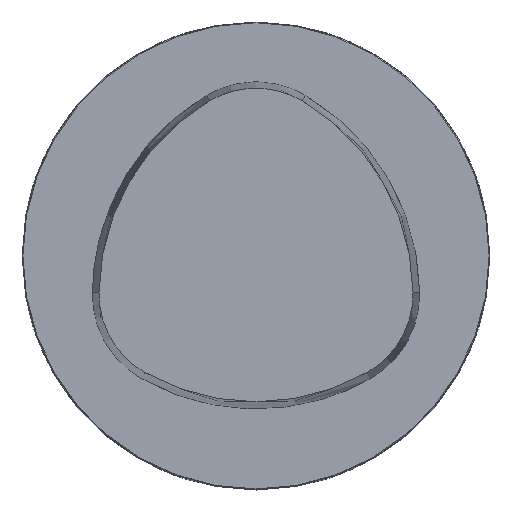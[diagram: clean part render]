
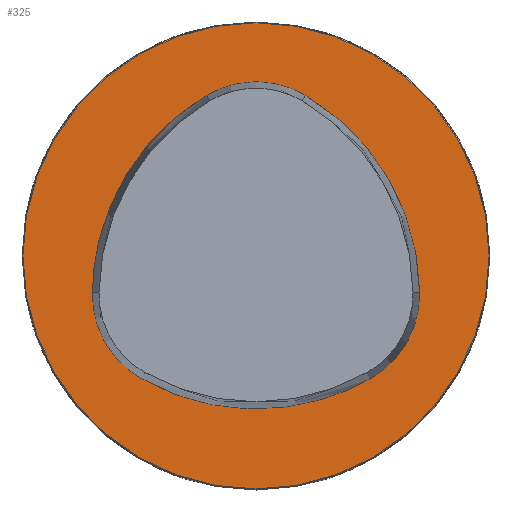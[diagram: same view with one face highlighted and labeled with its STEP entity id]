
A CAD part, top view. The second image highlights one B-rep face of the part: STEP entity #325.
In plain terms, the highlighted planar face has unit normal (0, 0, 1).
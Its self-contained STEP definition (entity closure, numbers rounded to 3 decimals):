
#209=FACE_BOUND('',#473,.T.);
#210=FACE_BOUND('',#474,.T.);
#302=PLANE('',#1737);
#325=ADVANCED_FACE('',(#209,#210),#302,.T.);
#473=EDGE_LOOP('',(#742));
#474=EDGE_LOOP('',(#743));
#607=B_SPLINE_CURVE_WITH_KNOTS('',3,(#2765,#2766,#2767,#2768,#2769,#2770,
#2771,#2772,#2773,#2774,#2775,#2776,#2777,#2778,#2779,#2780,#2781,#2782,
#2783,#2784,#2785,#2786,#2787,#2788,#2789,#2790,#2791,#2792,#2793,#2794,
#2795,#2796,#2797,#2798,#2799,#2800,#2801,#2802,#2803,#2804,#2805,#2806,
#2807,#2808,#2809,#2810,#2811,#2812,#2813,#2814,#2815,#2816,#2817,#2818,
#2819,#2820,#2821,#2822,#2823,#2824,#2825,#2826,#2827,#2828,#2829,#2830,
#2831),.UNSPECIFIED.,.T.,.F.,(1,1,2,1,1,1,1,1,1,1,1,1,1,1,1,1,1,1,1,1,1,
1,1,1,1,1,1,1,1,1,1,1,1,1,1,1,1,1,1,1,1,1,1,1,1,1,1,1,1,1,1,1,1,1,1,1,1,
1,1,1,1,1,1,1,1,1,2,1,1),(-0.063,-0.031,0.,0.031,0.063,0.094,0.109,
0.113,0.117,0.125,0.141,0.156,0.172,0.188,0.203,0.211,
0.215,0.219,0.25,0.281,0.313,0.344,0.375,0.406,0.422,0.438,
0.441,0.445,0.449,0.451,0.453,0.461,0.469,
0.484,0.5,0.516,0.531,0.539,0.547,0.549,0.551,
0.555,0.559,0.563,0.578,0.594,0.625,0.656,0.688,0.719,
0.75,0.781,0.785,0.789,0.797,0.813,0.828,0.844,0.859,
0.875,0.883,0.887,0.891,0.906,0.938,0.969,1.,1.031,1.063),
 .UNSPECIFIED.);
#652=CIRCLE('',#1736,31.4);
#742=ORIENTED_EDGE('',*,*,#1107,.F.);
#743=ORIENTED_EDGE('',*,*,#1108,.F.);
#992=VERTEX_POINT('',#2832);
#993=VERTEX_POINT('',#2834);
#1107=EDGE_CURVE('',#992,#992,#607,.T.);
#1108=EDGE_CURVE('',#993,#993,#652,.T.);
#1736=AXIS2_PLACEMENT_3D('',#2833,#1969,#1970);
#1737=AXIS2_PLACEMENT_3D('',#2835,#1971,#1972);
#1969=DIRECTION('',(0.,0.,-1.));
#1970=DIRECTION('',(1.,0.,0.));
#1971=DIRECTION('',(0.,0.,1.));
#1972=DIRECTION('',(1.,0.,0.));
#2765=CARTESIAN_POINT('',(18.407,8.968,0.));
#2766=CARTESIAN_POINT('',(16.97,11.456,0.));
#2767=CARTESIAN_POINT('',(15.366,13.838,0.));
#2768=CARTESIAN_POINT('',(12.486,17.047,0.));
#2769=CARTESIAN_POINT('',(9.741,19.363,0.));
#2770=CARTESIAN_POINT('',(7.814,20.674,0.));
#2771=CARTESIAN_POINT('',(6.898,21.24,0.));
#2772=CARTESIAN_POINT('',(6.285,21.606,0.));
#2773=CARTESIAN_POINT('',(5.183,22.18,0.));
#2774=CARTESIAN_POINT('',(3.517,22.799,0.));
#2775=CARTESIAN_POINT('',(1.422,23.205,0.));
#2776=CARTESIAN_POINT('',(-0.712,23.264,0.));
#2777=CARTESIAN_POINT('',(-2.826,22.973,0.));
#2778=CARTESIAN_POINT('',(-4.523,22.446,0.));
#2779=CARTESIAN_POINT('',(-5.656,21.933,0.));
#2780=CARTESIAN_POINT('',(-6.284,21.602,0.));
#2781=CARTESIAN_POINT('',(-7.829,20.696,0.));
#2782=CARTESIAN_POINT('',(-10.332,18.951,0.));
#2783=CARTESIAN_POINT('',(-13.495,16.022,0.));
#2784=CARTESIAN_POINT('',(-16.223,12.683,0.));
#2785=CARTESIAN_POINT('',(-18.465,9.,0.));
#2786=CARTESIAN_POINT('',(-20.176,5.043,0.));
#2787=CARTESIAN_POINT('',(-21.133,1.582,0.));
#2788=CARTESIAN_POINT('',(-21.607,-1.249,0.));
#2789=CARTESIAN_POINT('',(-21.762,-2.855,0.));
#2790=CARTESIAN_POINT('',(-21.819,-3.93,0.));
#2791=CARTESIAN_POINT('',(-21.839,-4.467,0.));
#2792=CARTESIAN_POINT('',(-21.848,-4.914,0.));
#2793=CARTESIAN_POINT('',(-21.848,-5.271,0.));
#2794=CARTESIAN_POINT('',(-21.838,-5.803,0.));
#2795=CARTESIAN_POINT('',(-21.78,-6.598,0.));
#2796=CARTESIAN_POINT('',(-21.562,-8.003,0.));
#2797=CARTESIAN_POINT('',(-21.076,-9.712,0.));
#2798=CARTESIAN_POINT('',(-20.164,-11.642,0.));
#2799=CARTESIAN_POINT('',(-18.949,-13.396,0.));
#2800=CARTESIAN_POINT('',(-17.712,-14.672,0.));
#2801=CARTESIAN_POINT('',(-16.604,-15.563,0.));
#2802=CARTESIAN_POINT('',(-15.945,-16.01,0.));
#2803=CARTESIAN_POINT('',(-15.488,-16.286,0.));
#2804=CARTESIAN_POINT('',(-15.18,-16.464,0.));
#2805=CARTESIAN_POINT('',(-14.788,-16.679,0.));
#2806=CARTESIAN_POINT('',(-14.313,-16.931,0.));
#2807=CARTESIAN_POINT('',(-13.353,-17.419,0.));
#2808=CARTESIAN_POINT('',(-11.885,-18.087,0.));
#2809=CARTESIAN_POINT('',(-9.197,-19.093,0.));
#2810=CARTESIAN_POINT('',(-5.72,-19.995,0.));
#2811=CARTESIAN_POINT('',(-1.438,-20.491,0.));
#2812=CARTESIAN_POINT('',(2.872,-20.392,0.));
#2813=CARTESIAN_POINT('',(7.128,-19.698,0.));
#2814=CARTESIAN_POINT('',(11.246,-18.423,0.));
#2815=CARTESIAN_POINT('',(14.009,-17.128,0.));
#2816=CARTESIAN_POINT('',(15.566,-16.243,0.));
#2817=CARTESIAN_POINT('',(16.167,-15.865,0.));
#2818=CARTESIAN_POINT('',(17.177,-15.14,0.));
#2819=CARTESIAN_POINT('',(18.482,-13.934,0.));
#2820=CARTESIAN_POINT('',(19.791,-12.249,0.));
#2821=CARTESIAN_POINT('',(20.807,-10.372,0.));
#2822=CARTESIAN_POINT('',(21.503,-8.354,0.));
#2823=CARTESIAN_POINT('',(21.8,-6.601,0.));
#2824=CARTESIAN_POINT('',(21.854,-5.36,0.));
#2825=CARTESIAN_POINT('',(21.843,-4.646,0.));
#2826=CARTESIAN_POINT('',(21.811,-3.57,0.));
#2827=CARTESIAN_POINT('',(21.639,-1.245,0.));
#2828=CARTESIAN_POINT('',(21.006,2.29,0.));
#2829=CARTESIAN_POINT('',(19.667,6.388,0.));
#2830=CARTESIAN_POINT('',(18.407,8.968,0.));
#2831=CARTESIAN_POINT('',(16.97,11.456,0.));
#2832=CARTESIAN_POINT('',(17.688,10.212,0.));
#2833=CARTESIAN_POINT('',(0.,0.,0.));
#2834=CARTESIAN_POINT('',(31.4,0.,0.));
#2835=CARTESIAN_POINT('',(27.28,15.75,0.));
